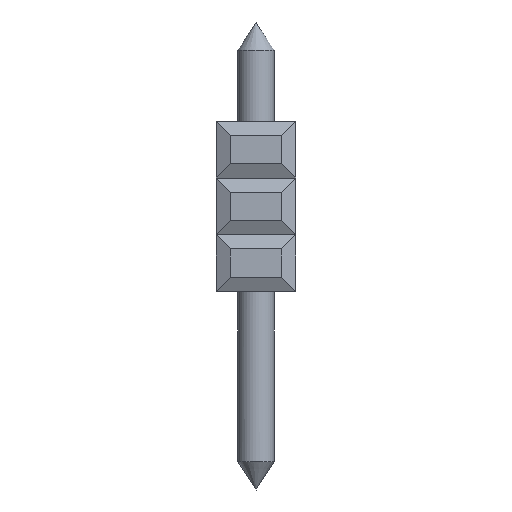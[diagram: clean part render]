
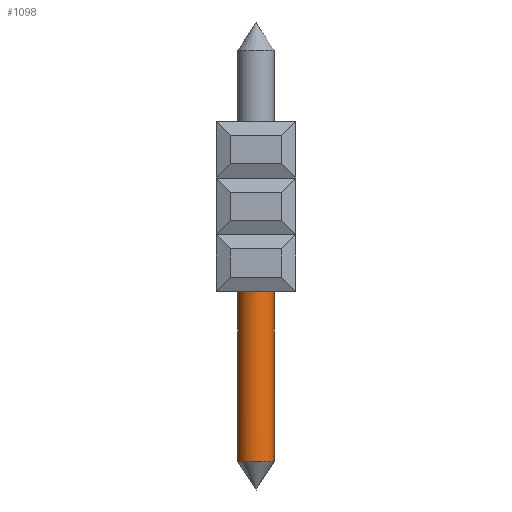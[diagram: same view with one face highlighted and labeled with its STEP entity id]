
A CAD part, left-side view. The second image highlights one B-rep face of the part: STEP entity #1098.
In plain terms, the highlighted cylindrical face has radius 0.65 mm (diameter 1.3 mm), a full revolution.
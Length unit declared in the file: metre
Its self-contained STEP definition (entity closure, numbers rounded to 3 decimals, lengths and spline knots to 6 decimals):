
#1098=ADVANCED_FACE('',(#2468,#2469),#2470,.T.);
#2468=FACE_OUTER_BOUND('',#4153,.T.);
#2469=FACE_OUTER_BOUND('',#4154,.T.);
#2470=CYLINDRICAL_SURFACE('',#4155,0.00065);
#4153=EDGE_LOOP('',(#7225));
#4154=EDGE_LOOP('',(#7226));
#4155=AXIS2_PLACEMENT_3D('',#7227,#7228,#7229);
#7225=ORIENTED_EDGE('',*,*,#10353,.F.);
#7226=ORIENTED_EDGE('',*,*,#10179,.F.);
#7227=CARTESIAN_POINT('',(0.06565,-0.03326,-0.0015));
#7228=DIRECTION('',(0.0,0.,-1.0));
#7229=DIRECTION('',(-1.0,0.0,0.0));
#10179=EDGE_CURVE('',#12323,#12323,#12324,.T.);
#10353=EDGE_CURVE('',#12521,#12521,#12522,.T.);
#12323=VERTEX_POINT('',#15301);
#12324=CIRCLE('',#15302,0.00065);
#12521=VERTEX_POINT('',#15604);
#12522=CIRCLE('',#15605,0.00065);
#15301=CARTESIAN_POINT('',(0.06565,-0.03391,-0.0058));
#15302=AXIS2_PLACEMENT_3D('',#17568,#17569,#17570);
#15604=CARTESIAN_POINT('',(0.06604,-0.03274,-0.012));
#15605=AXIS2_PLACEMENT_3D('',#17685,#17686,#17687);
#17568=CARTESIAN_POINT('',(0.06565,-0.03326,-0.0058));
#17569=DIRECTION('',(0.0,0.,1.0));
#17570=DIRECTION('',(0.0,-1.0,0.));
#17685=CARTESIAN_POINT('',(0.06565,-0.03326,-0.012));
#17686=DIRECTION('',(0.,0.,-1.0));
#17687=DIRECTION('',(0.6,0.8,0.));
